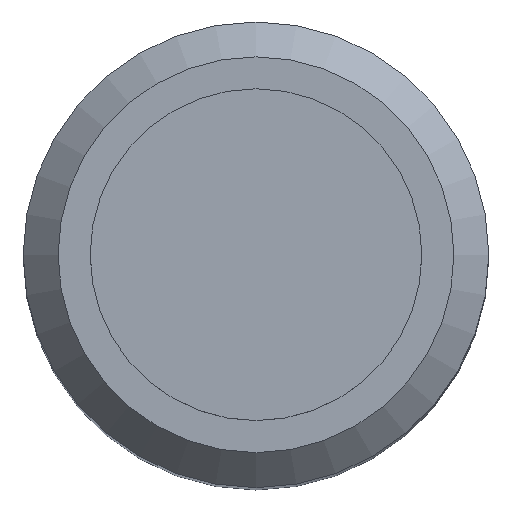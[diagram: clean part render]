
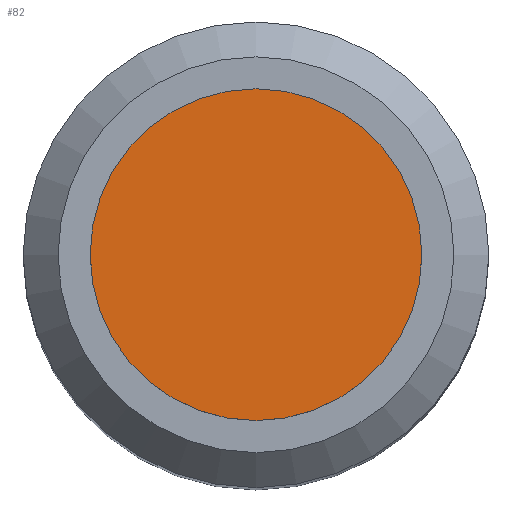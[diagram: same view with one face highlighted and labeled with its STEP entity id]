
A CAD part, top view. The second image highlights one B-rep face of the part: STEP entity #82.
In plain terms, the highlighted planar face has unit normal (0, 0, 1).
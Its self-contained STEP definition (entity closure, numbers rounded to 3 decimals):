
#82 = ADVANCED_FACE( '', ( #108 ), #109, .T. );
#108 = FACE_OUTER_BOUND( '', #142, .T. );
#109 = PLANE( '', #143 );
#142 = EDGE_LOOP( '', ( #201 ) );
#143 = AXIS2_PLACEMENT_3D( '', #202, #203, #204 );
#201 = ORIENTED_EDGE( '', *, *, #264, .T. );
#202 = CARTESIAN_POINT( '', ( 0., 0., 50. ) );
#203 = DIRECTION( '', ( 0., 0., 1. ) );
#204 = DIRECTION( '', ( 1., 0., 0. ) );
#264 = EDGE_CURVE( '', #302, #302, #303, .T. );
#302 = VERTEX_POINT( '', #355 );
#303 = CIRCLE( '', #356, 5.7 );
#355 = CARTESIAN_POINT( '', ( 5.7, 0., 50. ) );
#356 = AXIS2_PLACEMENT_3D( '', #400, #401, #402 );
#400 = CARTESIAN_POINT( '', ( 0., 0., 50. ) );
#401 = DIRECTION( '', ( 0., 0., 1. ) );
#402 = DIRECTION( '', ( 1., 0., 0. ) );
